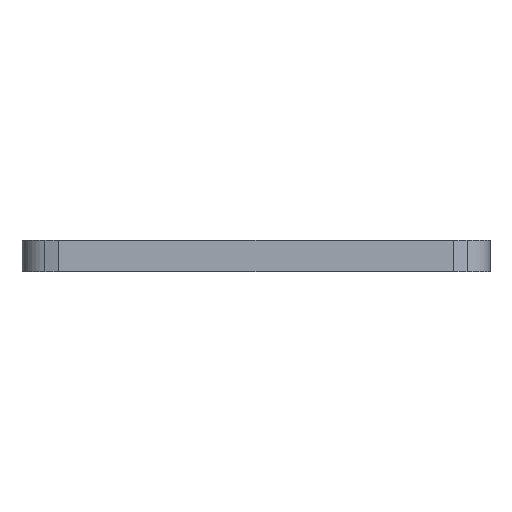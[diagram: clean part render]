
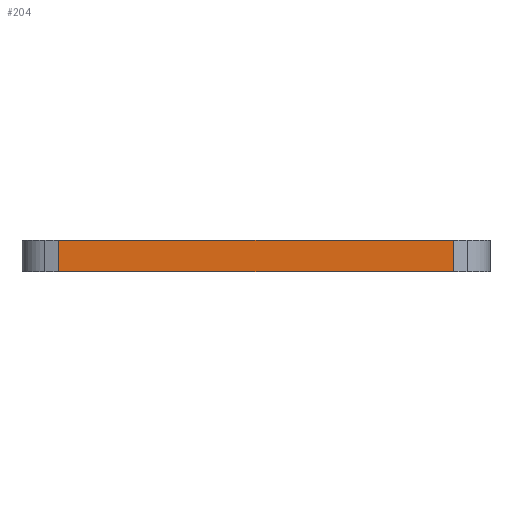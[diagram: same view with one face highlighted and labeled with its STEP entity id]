
A CAD part, left-side view. The second image highlights one B-rep face of the part: STEP entity #204.
In plain terms, the highlighted planar face has unit normal (-1, 0, 0).
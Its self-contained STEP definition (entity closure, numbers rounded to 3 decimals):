
#146=CARTESIAN_POINT('',(65.039,-22.839,1.5));
#147=VERTEX_POINT('',#146);
#155=CARTESIAN_POINT('',(65.039,-22.839,0.0));
#156=VERTEX_POINT('',#155);
#157=CARTESIAN_POINT('',(65.039,-22.839,0.0));
#158=DIRECTION('',(0.0,0.0,1.0));
#159=VECTOR('',#158,1.5);
#160=LINE('',#157,#159);
#161=EDGE_CURVE('',#156,#147,#160,.T.);
#174=CARTESIAN_POINT('',(65.039,-22.839,0.0));
#175=DIRECTION('',(-1.0,0.0,0.0));
#176=DIRECTION('',(0.0,0.0,1.0));
#177=AXIS2_PLACEMENT_3D('',#174,#175,#176);
#178=PLANE('',#177);
#179=CARTESIAN_POINT('',(65.039,-4.299,1.5));
#180=VERTEX_POINT('',#179);
#181=CARTESIAN_POINT('',(65.039,-22.839,1.5));
#182=DIRECTION('',(0.0,1.0,0.0));
#183=VECTOR('',#182,18.54);
#184=LINE('',#181,#183);
#185=EDGE_CURVE('',#147,#180,#184,.T.);
#186=ORIENTED_EDGE('',*,*,#185,.T.);
#187=CARTESIAN_POINT('',(65.039,-4.299,0.0));
#188=VERTEX_POINT('',#187);
#189=CARTESIAN_POINT('',(65.039,-4.299,0.0));
#190=DIRECTION('',(0.0,0.0,1.0));
#191=VECTOR('',#190,1.5);
#192=LINE('',#189,#191);
#193=EDGE_CURVE('',#188,#180,#192,.T.);
#194=ORIENTED_EDGE('',*,*,#193,.F.);
#195=CARTESIAN_POINT('',(65.039,-4.299,0.0));
#196=DIRECTION('',(0.0,-1.0,0.0));
#197=VECTOR('',#196,18.54);
#198=LINE('',#195,#197);
#199=EDGE_CURVE('',#188,#156,#198,.T.);
#200=ORIENTED_EDGE('',*,*,#199,.T.);
#201=ORIENTED_EDGE('',*,*,#161,.T.);
#202=EDGE_LOOP('',(#186,#194,#200,#201));
#203=FACE_OUTER_BOUND('',#202,.T.);
#204=ADVANCED_FACE('',(#203),#178,.T.);
